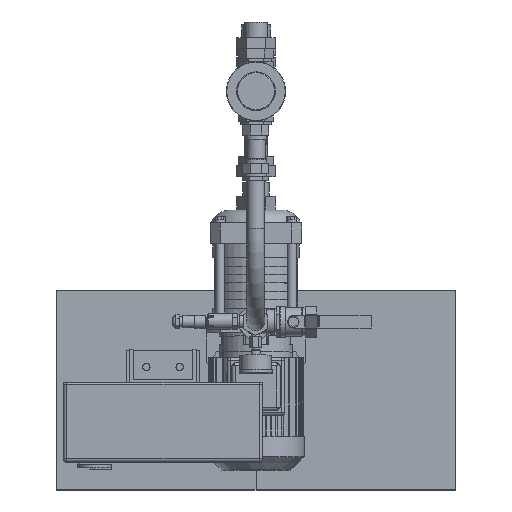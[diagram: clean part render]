
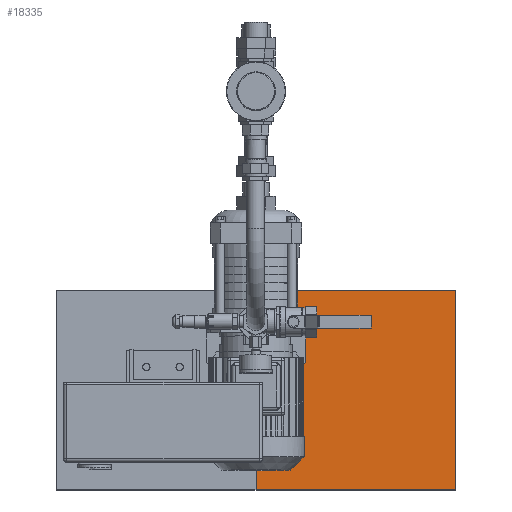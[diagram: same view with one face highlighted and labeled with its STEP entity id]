
A CAD part, top view. The second image highlights one B-rep face of the part: STEP entity #18335.
In plain terms, the highlighted planar face has unit normal (0, 0, 1).
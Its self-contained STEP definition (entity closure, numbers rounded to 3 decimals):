
#1091=LINE('',#29611,#2910);
#1112=LINE('',#29653,#2931);
#1114=LINE('',#29657,#2933);
#1115=LINE('',#29658,#2934);
#2910=VECTOR('',#23188,1.);
#2931=VECTOR('',#23219,10.);
#2933=VECTOR('',#23223,10.);
#2934=VECTOR('',#23224,10.);
#4193=PLANE('',#19820);
#5374=FACE_OUTER_BOUND('',#6570,.T.);
#6570=EDGE_LOOP('',(#14890,#14891,#14892,#14893));
#8899=VERTEX_POINT('',#29609);
#8900=VERTEX_POINT('',#29610);
#8916=VERTEX_POINT('',#29652);
#8917=VERTEX_POINT('',#29656);
#11056=EDGE_CURVE('',#8899,#8900,#1091,.T.);
#11077=EDGE_CURVE('',#8916,#8900,#1112,.T.);
#11079=EDGE_CURVE('',#8917,#8899,#1114,.T.);
#11080=EDGE_CURVE('',#8917,#8916,#1115,.T.);
#14890=ORIENTED_EDGE('',*,*,#11056,.F.);
#14891=ORIENTED_EDGE('',*,*,#11079,.F.);
#14892=ORIENTED_EDGE('',*,*,#11080,.T.);
#14893=ORIENTED_EDGE('',*,*,#11077,.T.);
#18335=ADVANCED_FACE('',(#5374),#4193,.T.);
#19820=AXIS2_PLACEMENT_3D('',#29655,#23221,#23222);
#23188=DIRECTION('',(0.,-1.,0.));
#23219=DIRECTION('',(1.,0.,0.));
#23221=DIRECTION('center_axis',(0.,0.,1.));
#23222=DIRECTION('ref_axis',(0.,-1.,0.));
#23223=DIRECTION('',(1.,0.,0.));
#23224=DIRECTION('',(0.,-1.,0.));
#29609=CARTESIAN_POINT('',(600.,47.5,50.));
#29610=CARTESIAN_POINT('',(600.,-252.5,50.));
#29611=CARTESIAN_POINT('',(600.,-102.5,50.));
#29652=CARTESIAN_POINT('',(300.,-252.5,50.));
#29653=CARTESIAN_POINT('',(600.,-252.5,50.));
#29655=CARTESIAN_POINT('Origin',(600.,-102.5,50.));
#29656=CARTESIAN_POINT('',(300.,47.5,50.));
#29657=CARTESIAN_POINT('',(600.,47.5,50.));
#29658=CARTESIAN_POINT('',(300.,-102.5,50.));
